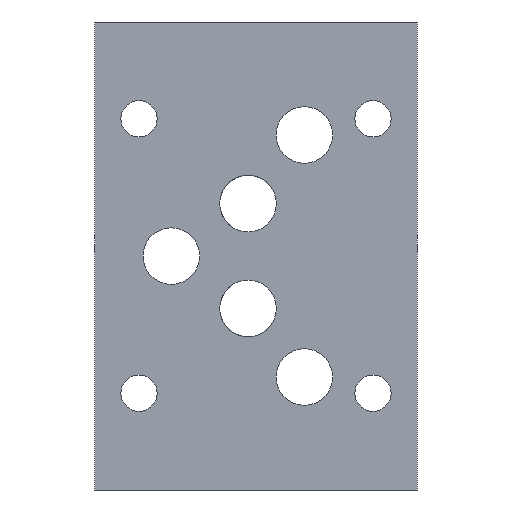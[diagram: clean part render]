
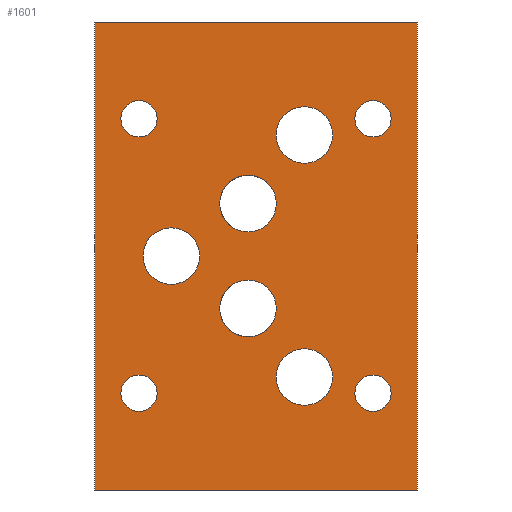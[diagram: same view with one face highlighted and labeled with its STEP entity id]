
A CAD part, left-side view. The second image highlights one B-rep face of the part: STEP entity #1601.
In plain terms, the highlighted planar face has unit normal (-1, 0, 0).
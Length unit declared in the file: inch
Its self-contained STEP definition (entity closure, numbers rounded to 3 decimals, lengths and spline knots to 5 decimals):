
#1=DIRECTION('',(0.,-1.,0.));
#2=VECTOR('',#1,2.5);
#3=CARTESIAN_POINT('',(0.,0.,0.));
#4=LINE('',#3,#2);
#27=DIRECTION('',(0.,0.,1.));
#28=VECTOR('',#27,3.625);
#29=CARTESIAN_POINT('',(0.,0.,0.));
#30=LINE('',#29,#28);
#31=CARTESIAN_POINT('',(0.,-2.156,0.75));
#32=DIRECTION('',(1.,0.,0.));
#33=DIRECTION('',(0.,0.,-1.));
#34=AXIS2_PLACEMENT_3D('',#31,#32,#33);
#36=CARTESIAN_POINT('',(0.,-2.156,0.75));
#37=DIRECTION('',(1.,0.,0.));
#38=DIRECTION('',(0.,0.,1.));
#39=AXIS2_PLACEMENT_3D('',#36,#37,#38);
#41=CARTESIAN_POINT('',(0.,-2.156,2.875));
#42=DIRECTION('',(1.,0.,0.));
#43=DIRECTION('',(0.,0.,-1.));
#44=AXIS2_PLACEMENT_3D('',#41,#42,#43);
#46=CARTESIAN_POINT('',(0.,-2.156,2.875));
#47=DIRECTION('',(1.,0.,0.));
#48=DIRECTION('',(0.,0.,1.));
#49=AXIS2_PLACEMENT_3D('',#46,#47,#48);
#51=CARTESIAN_POINT('',(0.,-0.344,0.75));
#52=DIRECTION('',(1.,0.,0.));
#53=DIRECTION('',(0.,0.,-1.));
#54=AXIS2_PLACEMENT_3D('',#51,#52,#53);
#56=CARTESIAN_POINT('',(0.,-0.344,0.75));
#57=DIRECTION('',(1.,0.,0.));
#58=DIRECTION('',(0.,0.,1.));
#59=AXIS2_PLACEMENT_3D('',#56,#57,#58);
#61=CARTESIAN_POINT('',(0.,-0.344,2.875));
#62=DIRECTION('',(1.,0.,0.));
#63=DIRECTION('',(0.,0.,-1.));
#64=AXIS2_PLACEMENT_3D('',#61,#62,#63);
#66=CARTESIAN_POINT('',(0.,-0.344,2.875));
#67=DIRECTION('',(1.,0.,0.));
#68=DIRECTION('',(0.,0.,1.));
#69=AXIS2_PLACEMENT_3D('',#66,#67,#68);
#71=CARTESIAN_POINT('',(0.,-1.625,0.875));
#72=DIRECTION('',(1.,0.,0.));
#73=DIRECTION('',(0.,0.,-1.));
#74=AXIS2_PLACEMENT_3D('',#71,#72,#73);
#76=CARTESIAN_POINT('',(0.,-1.625,0.875));
#77=DIRECTION('',(1.,0.,0.));
#78=DIRECTION('',(0.,0.,1.));
#79=AXIS2_PLACEMENT_3D('',#76,#77,#78);
#81=CARTESIAN_POINT('',(0.,-1.188,1.406));
#82=DIRECTION('',(1.,0.,0.));
#83=DIRECTION('',(0.,0.,-1.));
#84=AXIS2_PLACEMENT_3D('',#81,#82,#83);
#86=CARTESIAN_POINT('',(0.,-1.188,1.406));
#87=DIRECTION('',(1.,0.,0.));
#88=DIRECTION('',(0.,0.,1.));
#89=AXIS2_PLACEMENT_3D('',#86,#87,#88);
#91=CARTESIAN_POINT('',(0.,-0.594,1.812));
#92=DIRECTION('',(1.,0.,0.));
#93=DIRECTION('',(0.,0.,-1.));
#94=AXIS2_PLACEMENT_3D('',#91,#92,#93);
#96=CARTESIAN_POINT('',(0.,-0.594,1.812));
#97=DIRECTION('',(1.,0.,0.));
#98=DIRECTION('',(0.,0.,1.));
#99=AXIS2_PLACEMENT_3D('',#96,#97,#98);
#101=CARTESIAN_POINT('',(0.,-1.188,2.219));
#102=DIRECTION('',(1.,0.,0.));
#103=DIRECTION('',(0.,0.,-1.));
#104=AXIS2_PLACEMENT_3D('',#101,#102,#103);
#106=CARTESIAN_POINT('',(0.,-1.188,2.219));
#107=DIRECTION('',(1.,0.,0.));
#108=DIRECTION('',(0.,0.,1.));
#109=AXIS2_PLACEMENT_3D('',#106,#107,#108);
#111=CARTESIAN_POINT('',(0.,-1.625,2.75));
#112=DIRECTION('',(1.,0.,0.));
#113=DIRECTION('',(0.,0.,-1.));
#114=AXIS2_PLACEMENT_3D('',#111,#112,#113);
#116=CARTESIAN_POINT('',(0.,-1.625,2.75));
#117=DIRECTION('',(1.,0.,0.));
#118=DIRECTION('',(0.,0.,1.));
#119=AXIS2_PLACEMENT_3D('',#116,#117,#118);
#219=DIRECTION('',(0.,0.,1.));
#220=VECTOR('',#219,3.625);
#221=CARTESIAN_POINT('',(0.,-2.5,0.));
#222=LINE('',#221,#220);
#223=DIRECTION('',(0.,-1.,0.));
#224=VECTOR('',#223,2.5);
#225=CARTESIAN_POINT('',(0.,0.,3.625));
#226=LINE('',#225,#224);
#1278=CARTESIAN_POINT('',(0.,0.,0.));
#1279=CARTESIAN_POINT('',(0.,-2.5,0.));
#1280=VERTEX_POINT('',#1278);
#1281=VERTEX_POINT('',#1279);
#1286=CARTESIAN_POINT('',(0.,0.,3.625));
#1287=CARTESIAN_POINT('',(0.,-2.5,3.625));
#1288=VERTEX_POINT('',#1286);
#1289=VERTEX_POINT('',#1287);
#1407=CARTESIAN_POINT('',(0.,-2.156,0.6095));
#1408=CARTESIAN_POINT('',(0.,-2.156,0.8905));
#1409=VERTEX_POINT('',#1407);
#1410=VERTEX_POINT('',#1408);
#1419=CARTESIAN_POINT('',(0.,-2.156,2.7345));
#1420=CARTESIAN_POINT('',(0.,-2.156,3.0155));
#1421=VERTEX_POINT('',#1419);
#1422=VERTEX_POINT('',#1420);
#1431=CARTESIAN_POINT('',(0.,-0.344,0.6095));
#1432=CARTESIAN_POINT('',(0.,-0.344,0.8905));
#1433=VERTEX_POINT('',#1431);
#1434=VERTEX_POINT('',#1432);
#1443=CARTESIAN_POINT('',(0.,-0.344,2.7345));
#1444=CARTESIAN_POINT('',(0.,-0.344,3.0155));
#1445=VERTEX_POINT('',#1443);
#1446=VERTEX_POINT('',#1444);
#1455=CARTESIAN_POINT('',(0.,-1.625,0.656));
#1456=CARTESIAN_POINT('',(0.,-1.625,1.094));
#1457=VERTEX_POINT('',#1455);
#1458=VERTEX_POINT('',#1456);
#1467=CARTESIAN_POINT('',(0.,-1.188,1.187));
#1468=CARTESIAN_POINT('',(0.,-1.188,1.625));
#1469=VERTEX_POINT('',#1467);
#1470=VERTEX_POINT('',#1468);
#1477=CARTESIAN_POINT('',(0.,-0.594,1.593));
#1478=CARTESIAN_POINT('',(0.,-0.594,2.031));
#1479=VERTEX_POINT('',#1477);
#1480=VERTEX_POINT('',#1478);
#1489=CARTESIAN_POINT('',(0.,-1.188,2.));
#1490=CARTESIAN_POINT('',(0.,-1.188,2.438));
#1491=VERTEX_POINT('',#1489);
#1492=VERTEX_POINT('',#1490);
#1499=CARTESIAN_POINT('',(0.,-1.625,2.531));
#1500=CARTESIAN_POINT('',(0.,-1.625,2.969));
#1501=VERTEX_POINT('',#1499);
#1502=VERTEX_POINT('',#1500);
#1533=CARTESIAN_POINT('',(0.,0.,0.));
#1534=DIRECTION('',(-1.,0.,0.));
#1535=DIRECTION('',(0.,-1.,0.));
#1536=AXIS2_PLACEMENT_3D('',#1533,#1534,#1535);
#1537=PLANE('',#1536);
#1538=ORIENTED_EDGE('',*,*,#1516,.F.);
#1540=ORIENTED_EDGE('',*,*,#1539,.T.);
#1542=ORIENTED_EDGE('',*,*,#1541,.T.);
#1544=ORIENTED_EDGE('',*,*,#1543,.F.);
#1545=EDGE_LOOP('',(#1538,#1540,#1542,#1544));
#1546=FACE_OUTER_BOUND('',#1545,.F.);
#1548=ORIENTED_EDGE('',*,*,#1547,.F.);
#1550=ORIENTED_EDGE('',*,*,#1549,.F.);
#1551=EDGE_LOOP('',(#1548,#1550));
#1552=FACE_BOUND('',#1551,.F.);
#1554=ORIENTED_EDGE('',*,*,#1553,.F.);
#1556=ORIENTED_EDGE('',*,*,#1555,.F.);
#1557=EDGE_LOOP('',(#1554,#1556));
#1558=FACE_BOUND('',#1557,.F.);
#1560=ORIENTED_EDGE('',*,*,#1559,.F.);
#1562=ORIENTED_EDGE('',*,*,#1561,.F.);
#1563=EDGE_LOOP('',(#1560,#1562));
#1564=FACE_BOUND('',#1563,.F.);
#1566=ORIENTED_EDGE('',*,*,#1565,.F.);
#1568=ORIENTED_EDGE('',*,*,#1567,.F.);
#1569=EDGE_LOOP('',(#1566,#1568));
#1570=FACE_BOUND('',#1569,.F.);
#1572=ORIENTED_EDGE('',*,*,#1571,.F.);
#1574=ORIENTED_EDGE('',*,*,#1573,.F.);
#1575=EDGE_LOOP('',(#1572,#1574));
#1576=FACE_BOUND('',#1575,.F.);
#1578=ORIENTED_EDGE('',*,*,#1577,.F.);
#1580=ORIENTED_EDGE('',*,*,#1579,.F.);
#1581=EDGE_LOOP('',(#1578,#1580));
#1582=FACE_BOUND('',#1581,.F.);
#1584=ORIENTED_EDGE('',*,*,#1583,.F.);
#1586=ORIENTED_EDGE('',*,*,#1585,.F.);
#1587=EDGE_LOOP('',(#1584,#1586));
#1588=FACE_BOUND('',#1587,.F.);
#1590=ORIENTED_EDGE('',*,*,#1589,.F.);
#1592=ORIENTED_EDGE('',*,*,#1591,.F.);
#1593=EDGE_LOOP('',(#1590,#1592));
#1594=FACE_BOUND('',#1593,.F.);
#1596=ORIENTED_EDGE('',*,*,#1595,.F.);
#1598=ORIENTED_EDGE('',*,*,#1597,.F.);
#1599=EDGE_LOOP('',(#1596,#1598));
#1600=FACE_BOUND('',#1599,.F.);
#1601=ADVANCED_FACE('',(#1546,#1552,#1558,#1564,#1570,#1576,#1582,#1588,#1594,
#1600),#1537,.T.);
#35=CIRCLE('',#34,0.1405);
#40=CIRCLE('',#39,0.1405);
#45=CIRCLE('',#44,0.1405);
#50=CIRCLE('',#49,0.1405);
#55=CIRCLE('',#54,0.1405);
#60=CIRCLE('',#59,0.1405);
#65=CIRCLE('',#64,0.1405);
#70=CIRCLE('',#69,0.1405);
#75=CIRCLE('',#74,0.219);
#80=CIRCLE('',#79,0.219);
#85=CIRCLE('',#84,0.219);
#90=CIRCLE('',#89,0.219);
#95=CIRCLE('',#94,0.219);
#100=CIRCLE('',#99,0.219);
#105=CIRCLE('',#104,0.219);
#110=CIRCLE('',#109,0.219);
#115=CIRCLE('',#114,0.219);
#120=CIRCLE('',#119,0.219);
#1516=EDGE_CURVE('',#1280,#1281,#4,.T.);
#1539=EDGE_CURVE('',#1280,#1288,#30,.T.);
#1541=EDGE_CURVE('',#1288,#1289,#226,.T.);
#1543=EDGE_CURVE('',#1281,#1289,#222,.T.);
#1547=EDGE_CURVE('',#1409,#1410,#35,.T.);
#1549=EDGE_CURVE('',#1410,#1409,#40,.T.);
#1553=EDGE_CURVE('',#1421,#1422,#45,.T.);
#1555=EDGE_CURVE('',#1422,#1421,#50,.T.);
#1559=EDGE_CURVE('',#1433,#1434,#55,.T.);
#1561=EDGE_CURVE('',#1434,#1433,#60,.T.);
#1565=EDGE_CURVE('',#1445,#1446,#65,.T.);
#1567=EDGE_CURVE('',#1446,#1445,#70,.T.);
#1571=EDGE_CURVE('',#1457,#1458,#75,.T.);
#1573=EDGE_CURVE('',#1458,#1457,#80,.T.);
#1577=EDGE_CURVE('',#1469,#1470,#85,.T.);
#1579=EDGE_CURVE('',#1470,#1469,#90,.T.);
#1583=EDGE_CURVE('',#1479,#1480,#95,.T.);
#1585=EDGE_CURVE('',#1480,#1479,#100,.T.);
#1589=EDGE_CURVE('',#1491,#1492,#105,.T.);
#1591=EDGE_CURVE('',#1492,#1491,#110,.T.);
#1595=EDGE_CURVE('',#1501,#1502,#115,.T.);
#1597=EDGE_CURVE('',#1502,#1501,#120,.T.);
